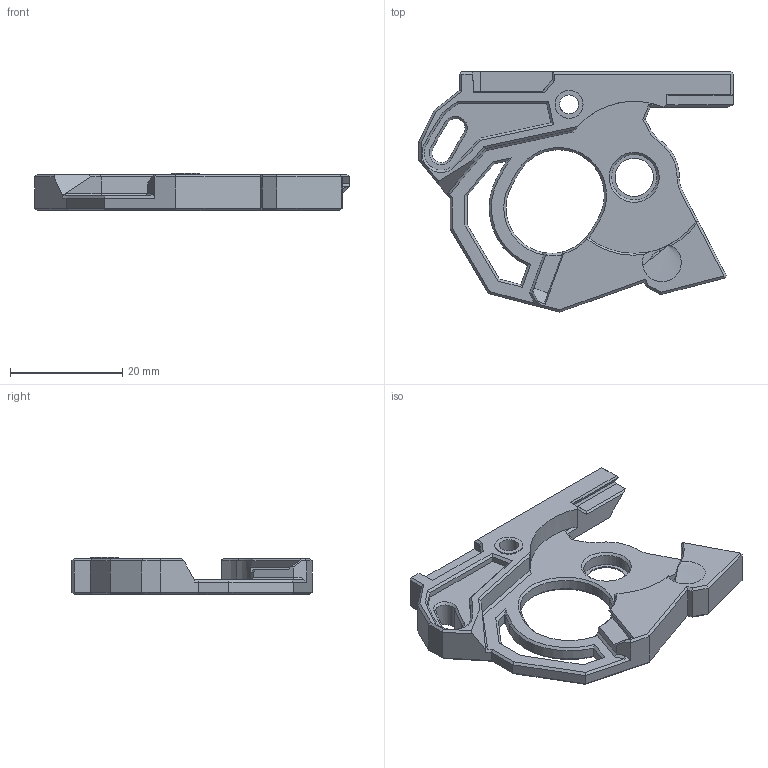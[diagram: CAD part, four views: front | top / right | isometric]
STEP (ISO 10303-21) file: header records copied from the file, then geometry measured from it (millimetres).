
FILE_DESCRIPTION(/* description */ ('','CAx-IF Rec.Pracs.---Representation and Presentation of Product Manufacturing Information (PMI)---4.0---2014-10-13'),/* implementation_level */ '2;1');
FILE_NAME(/* name */ 'AntHead WW-BMG Motor Plate.step',/* time_stamp */ '2025-04-02T22:48:54-05:00',/* author */ (''),/* organization */ (''),/* preprocessor_version */ 'ST-DEVELOPER v20',/* originating_system */ 'Autodesk Translation Framework v13.20.0.188',/* authorisation */ '');
FILE_SCHEMA (('AP242_MANAGED_MODEL_BASED_3D_ENGINEERING_MIM_LF { 1 0 10303 442 1 1 4 }'));
Length unit declared in the file: millimetre
Products named in the file (1): AH WW-BMG Motor Plate
Bounding box: 56 x 42.78 x 6.6 mm (x, y, z)
Volume: 5828 mm3; surface area: 4549.7 mm2
Topology: 1 solids, 1 shells, 225 faces, 564 edges, 342 vertices
Faces by surface type: plane 170, cone 34, cylinder 21
Full cylindrical faces by diameter (mm): 3.4 x2, 5 x1, 6.8 x1, 8.1 x1
Entity records: 6617 total; most frequent: CARTESIAN_POINT 1169, ORIENTED_EDGE 1128, DIRECTION 1105, EDGE_CURVE 564, LINE 453, VECTOR 453, VERTEX_POINT 342, AXIS2_PLACEMENT_3D 326
